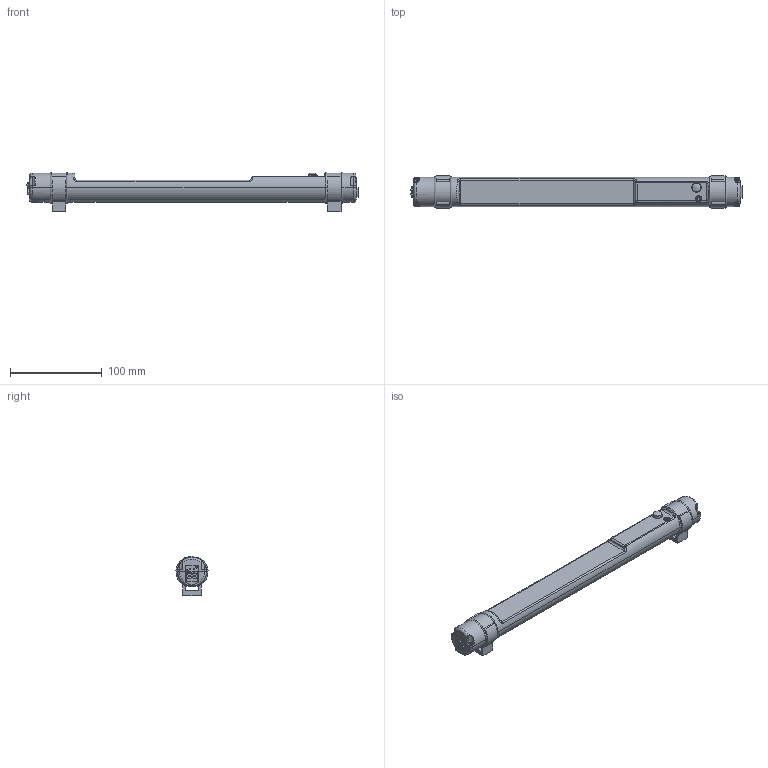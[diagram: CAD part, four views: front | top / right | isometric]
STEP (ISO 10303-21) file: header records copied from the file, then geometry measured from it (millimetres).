
FILE_DESCRIPTION(/* description */ (''),/* implementation_level */ '2;1');
FILE_NAME(/* name */ '108832_LED-MultiVolt-360-B-M.stp',/* time_stamp */ '2023-12-09T12:51:45+01:00',/* author */ ('CAD'),/* organization */ (''),/* preprocessor_version */ 'ST-DEVELOPER v15.6',/* originating_system */ 'Autodesk Inventor 2015',/* authorisation */ '');
FILE_SCHEMA (('AUTOMOTIVE_DESIGN { 1 0 10303 214 3 1 1 }'));
Length unit declared in the file: millimetre
Products named in the file (1): 108832_LED-MultiVolt-360-B-M _Shrinkwrap_1
Bounding box: 361.9 x 34.91 x 42.85 mm (x, y, z)
Surface area: 52910.5 mm2 (no closed solid volume)
Topology: 0 solids, 35 shells, 171 faces, 782 edges, 620 vertices
Faces by surface type: plane 79, cylinder 54, torus 17, bspline 11, sphere 9, cone 1
Full cylindrical faces by diameter (mm): 1.2 x2, 2 x6, 3 x2
Entity records: 9390 total; most frequent: CARTESIAN_POINT 2958, DIRECTION 1374, ORIENTED_EDGE 1016, EDGE_CURVE 765, VERTEX_POINT 617, AXIS2_PLACEMENT_3D 503, LINE 368, VECTOR 368
